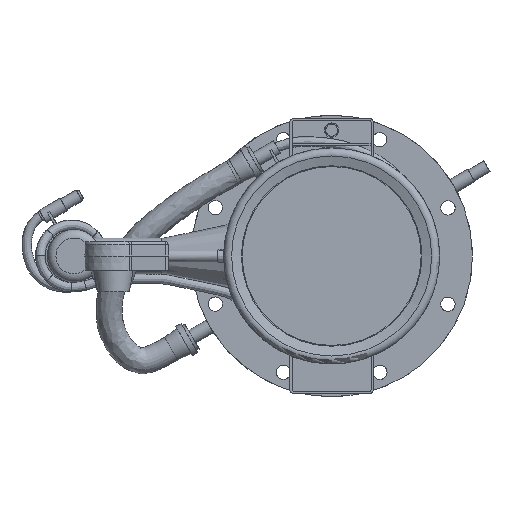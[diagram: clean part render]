
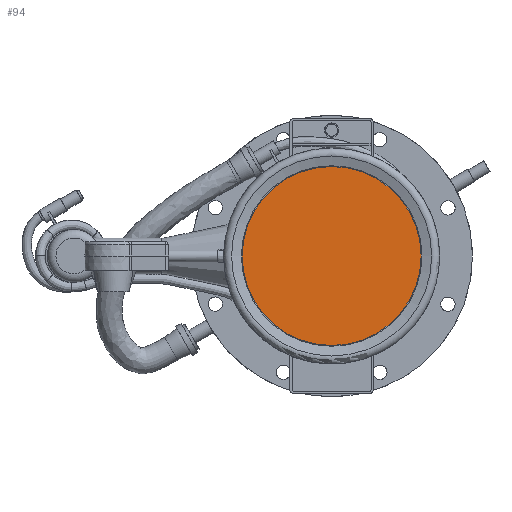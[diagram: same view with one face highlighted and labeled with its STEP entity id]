
A CAD part, front view. The second image highlights one B-rep face of the part: STEP entity #94.
In plain terms, the highlighted planar face has unit normal (0, -1, 0).
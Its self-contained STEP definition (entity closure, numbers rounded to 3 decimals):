
#94=ADVANCED_FACE('',(#571),#573,.T.);
#571=FACE_BOUND('',#572,.T.);
#572=EDGE_LOOP('',(#14146,#14147));
#573=PLANE('',#574);
#574=AXIS2_PLACEMENT_3D('',#575,#576,#577);
#575=CARTESIAN_POINT('',(0.,-45.,0.));
#576=DIRECTION('',(0.,-1.,0.));
#577=DIRECTION('',(-1.,0.,0.));
#14146=ORIENTED_EDGE('',*,*,#15254,.F.);
#14147=ORIENTED_EDGE('',*,*,#15255,.F.);
#15254=EDGE_CURVE('',#15951,#15952,#15953,.T.);
#15255=EDGE_CURVE('',#15952,#15951,#15954,.T.);
#15951=VERTEX_POINT('',#17846);
#15952=VERTEX_POINT('',#17847);
#15953=CIRCLE('',#17848,74.682);
#15954=CIRCLE('',#17852,74.682);
#17846=CARTESIAN_POINT('',(74.682,-45.,0.));
#17847=CARTESIAN_POINT('',(-74.682,-45.,0.));
#17848=AXIS2_PLACEMENT_3D('',#17849,#17850,#17851);
#17849=CARTESIAN_POINT('',(0.,-45.,0.));
#17850=DIRECTION('',(0.,1.,0.));
#17851=DIRECTION('',(1.,0.,0.));
#17852=AXIS2_PLACEMENT_3D('',#17853,#17854,#17855);
#17853=CARTESIAN_POINT('',(0.,-45.,0.));
#17854=DIRECTION('',(0.,1.,0.));
#17855=DIRECTION('',(-1.,0.,0.));
